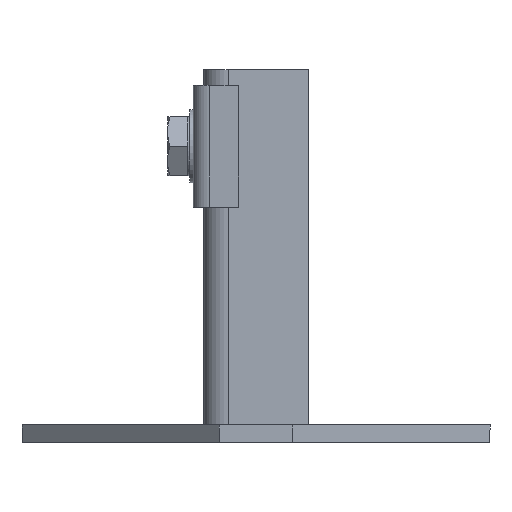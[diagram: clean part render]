
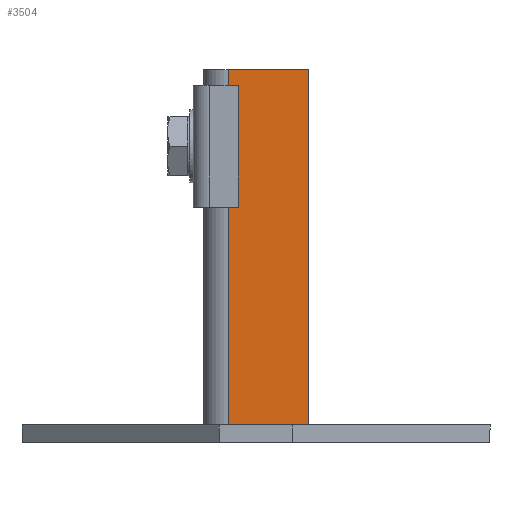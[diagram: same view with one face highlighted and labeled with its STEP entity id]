
A CAD part, left-side view. The second image highlights one B-rep face of the part: STEP entity #3504.
In plain terms, the highlighted planar face has unit normal (-1, 0, 0).
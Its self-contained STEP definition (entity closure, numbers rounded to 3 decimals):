
#106 = LINE ( 'NONE', #1053, #873 ) ;
#166 = EDGE_LOOP ( 'NONE', ( #771, #3511, #2634, #3297 ) ) ;
#185 = CARTESIAN_POINT ( 'NONE',  ( -17., -3., 52. ) ) ;
#196 = AXIS2_PLACEMENT_3D ( 'NONE', #1774, #2061, #3310 ) ;
#321 = EDGE_CURVE ( 'NONE', #3240, #1027, #2553, .T. ) ;
#468 = CARTESIAN_POINT ( 'NONE',  ( -17., -26., 52. ) ) ;
#491 = DIRECTION ( 'NONE',  ( 0., 0., 1. ) ) ;
#742 = CARTESIAN_POINT ( 'NONE',  ( -17., -3., 52. ) ) ;
#771 = ORIENTED_EDGE ( 'NONE', *, *, #321, .F. ) ;
#873 = VECTOR ( 'NONE', #1638, 1000. ) ;
#897 = PLANE ( 'NONE',  #196 ) ;
#1027 = VERTEX_POINT ( 'NONE', #185 ) ;
#1053 = CARTESIAN_POINT ( 'NONE',  ( -17., -26., 0. ) ) ;
#1198 = EDGE_CURVE ( 'NONE', #1214, #1027, #1775, .T. ) ;
#1214 = VERTEX_POINT ( 'NONE', #468 ) ;
#1383 = CARTESIAN_POINT ( 'NONE',  ( -17., -26., -52. ) ) ;
#1578 = VECTOR ( 'NONE', #491, 1000. ) ;
#1638 = DIRECTION ( 'NONE',  ( 0., 0., 1. ) ) ;
#1696 = CARTESIAN_POINT ( 'NONE',  ( -17., 0., -52. ) ) ;
#1774 = CARTESIAN_POINT ( 'NONE',  ( -17., 0., 0. ) ) ;
#1775 = LINE ( 'NONE', #2317, #2022 ) ;
#1793 = DIRECTION ( 'NONE',  ( 0., 1., 0. ) ) ;
#1969 = LINE ( 'NONE', #1696, #2834 ) ;
#2022 = VECTOR ( 'NONE', #1793, 1000. ) ;
#2061 = DIRECTION ( 'NONE',  ( 1., 0., 0. ) ) ;
#2317 = CARTESIAN_POINT ( 'NONE',  ( -17., 0., 52. ) ) ;
#2500 = VERTEX_POINT ( 'NONE', #1383 ) ;
#2526 = EDGE_CURVE ( 'NONE', #3240, #2500, #1969, .T. ) ;
#2553 = LINE ( 'NONE', #742, #1578 ) ;
#2634 = ORIENTED_EDGE ( 'NONE', *, *, #3738, .T. ) ;
#2702 = FACE_OUTER_BOUND ( 'NONE', #166, .T. ) ;
#2789 = CARTESIAN_POINT ( 'NONE',  ( -17., -3., -52. ) ) ;
#2834 = VECTOR ( 'NONE', #3160, 1000. ) ;
#3160 = DIRECTION ( 'NONE',  ( 0., -1., 0. ) ) ;
#3240 = VERTEX_POINT ( 'NONE', #2789 ) ;
#3297 = ORIENTED_EDGE ( 'NONE', *, *, #1198, .T. ) ;
#3310 = DIRECTION ( 'NONE',  ( 0., 1., 0. ) ) ;
#3504 = ADVANCED_FACE ( 'NONE', ( #2702 ), #897, .F. ) ;
#3511 = ORIENTED_EDGE ( 'NONE', *, *, #2526, .T. ) ;
#3738 = EDGE_CURVE ( 'NONE', #2500, #1214, #106, .T. ) ;
